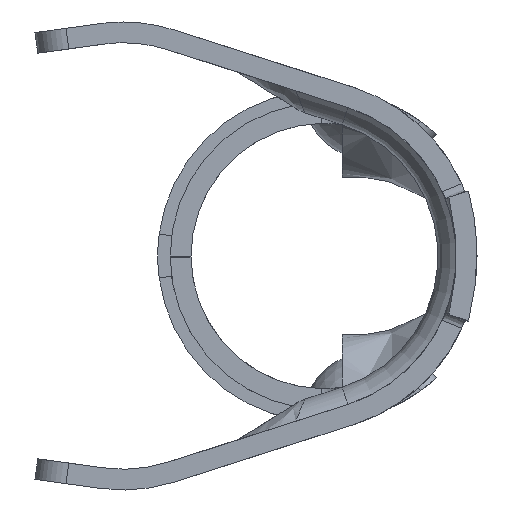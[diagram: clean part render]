
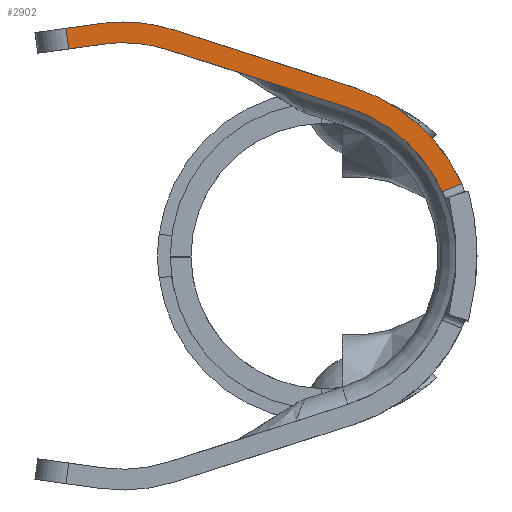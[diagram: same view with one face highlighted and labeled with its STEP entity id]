
A CAD part, left-side view. The second image highlights one B-rep face of the part: STEP entity #2902.
In plain terms, the highlighted planar face has unit normal (-1, 0, 0).
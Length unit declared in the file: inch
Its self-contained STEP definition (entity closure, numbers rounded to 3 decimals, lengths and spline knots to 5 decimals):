
#132 = EDGE_CURVE ( 'NONE', #8494, #1347, #10044, .T. ) ;
#226 = CIRCLE ( 'NONE', #10923, 0.16 ) ;
#506 = EDGE_LOOP ( 'NONE', ( #6975, #5347, #5380, #4048, #5192, #5180, #5285, #5238, #5350, #5235, #5287, #4013, #8221 ) ) ;
#576 = DIRECTION ( 'NONE',  ( -1., 0., 0. ) ) ;
#776 = CARTESIAN_POINT ( 'NONE',  ( -1.015, -0.13013, 0.06843 ) ) ;
#1112 = VECTOR ( 'NONE', #11491, 39.37008 ) ;
#1347 = VERTEX_POINT ( 'NONE', #2127 ) ;
#1637 = CARTESIAN_POINT ( 'NONE',  ( -1.015, -0.10859, 0.11082 ) ) ;
#1768 = CARTESIAN_POINT ( 'NONE',  ( -1.015, -0.12508, 0.06634 ) ) ;
#2127 = CARTESIAN_POINT ( 'NONE',  ( -1.015, 0.24505, 0.19909 ) ) ;
#2262 = VECTOR ( 'NONE', #10981, 39.37008 ) ;
#2277 = CIRCLE ( 'NONE', #7373, 0.14 ) ;
#2388 = VERTEX_POINT ( 'NONE', #11824 ) ;
#2419 = EDGE_CURVE ( 'NONE', #2476, #7712, #226, .T. ) ;
#2432 = DIRECTION ( 'NONE',  ( 0., 0., 1. ) ) ;
#2468 = CARTESIAN_POINT ( 'NONE',  ( -1.015, -0.0294, 0.16188 ) ) ;
#2476 = VERTEX_POINT ( 'NONE', #11239 ) ;
#2516 = CARTESIAN_POINT ( 'NONE',  ( -1.015, -0.0294, 0.16188 ) ) ;
#2638 = CARTESIAN_POINT ( 'NONE',  ( -1.015, -0.1178, 0.06336 ) ) ;
#2761 = DIRECTION ( 'NONE',  ( 0., 0., 1. ) ) ;
#2798 = VERTEX_POINT ( 'NONE', #11742 ) ;
#2902 = ADVANCED_FACE ( 'NONE', ( #8254 ), #8220, .T. ) ;
#2943 = CARTESIAN_POINT ( 'NONE',  ( -1.015, -0.13265, 0.06949 ) ) ;
#3096 = CARTESIAN_POINT ( 'NONE',  ( -1.015, -0.1174, 0.05411 ) ) ;
#3483 = CARTESIAN_POINT ( 'NONE',  ( -1.015, -0.1146, 0.06208 ) ) ;
#3674 = CIRCLE ( 'NONE', #5736, 0.14 ) ;
#3779 = B_SPLINE_CURVE_WITH_KNOTS ( 'NONE', 3,
 ( #9507, #9478, #9448, #9414 ),
 .UNSPECIFIED., .F., .F.,
 ( 4, 4 ),
 ( 0., 0.00021 ),
 .UNSPECIFIED. ) ;
#4013 = ORIENTED_EDGE ( 'NONE', *, *, #5229, .F. ) ;
#4048 = ORIENTED_EDGE ( 'NONE', *, *, #10427, .F. ) ;
#4366 = CARTESIAN_POINT ( 'NONE',  ( -1.015, -0.02329, 0.14284 ) ) ;
#4421 = VERTEX_POINT ( 'NONE', #4366 ) ;
#4431 = CARTESIAN_POINT ( 'NONE',  ( -1.015, -0.13139, 0.06896 ) ) ;
#4442 = AXIS2_PLACEMENT_3D ( 'NONE', #8266, #8389, #8373 ) ;
#4819 = VERTEX_POINT ( 'NONE', #2943 ) ;
#4964 = EDGE_CURVE ( 'NONE', #4421, #2798, #11752, .T. ) ;
#4977 = EDGE_CURVE ( 'NONE', #5545, #8127, #11406, .T. ) ;
#5162 = CARTESIAN_POINT ( 'NONE',  ( -1.015, -0.12293, 0.0912 ) ) ;
#5180 = ORIENTED_EDGE ( 'NONE', *, *, #2419, .F. ) ;
#5192 = ORIENTED_EDGE ( 'NONE', *, *, #9765, .F. ) ;
#5229 = EDGE_CURVE ( 'NONE', #2798, #2388, #2277, .T. ) ;
#5235 = ORIENTED_EDGE ( 'NONE', *, *, #132, .F. ) ;
#5238 = ORIENTED_EDGE ( 'NONE', *, *, #4977, .F. ) ;
#5280 = CARTESIAN_POINT ( 'NONE',  ( -1.015, -0.12698, 0.06712 ) ) ;
#5285 = ORIENTED_EDGE ( 'NONE', *, *, #9510, .F. ) ;
#5287 = ORIENTED_EDGE ( 'NONE', *, *, #10671, .F. ) ;
#5347 = ORIENTED_EDGE ( 'NONE', *, *, #6953, .T. ) ;
#5350 = ORIENTED_EDGE ( 'NONE', *, *, #8740, .T. ) ;
#5380 = ORIENTED_EDGE ( 'NONE', *, *, #11855, .T. ) ;
#5545 = VERTEX_POINT ( 'NONE', #6399 ) ;
#5577 = VERTEX_POINT ( 'NONE', #3096 ) ;
#5585 = CARTESIAN_POINT ( 'NONE',  ( -1.015, 0.24505, 0.19909 ) ) ;
#5639 = LINE ( 'NONE', #5585, #11703 ) ;
#5736 = AXIS2_PLACEMENT_3D ( 'NONE', #6820, #10835, #2432 ) ;
#6012 = CARTESIAN_POINT ( 'NONE',  ( -1.015, -0.05205, 0.15462 ) ) ;
#6041 = DIRECTION ( 'NONE',  ( 0., -0.136, -0.991 ) ) ;
#6138 = CARTESIAN_POINT ( 'NONE',  ( -1.015, -0.12049, 0.06446 ) ) ;
#6399 = CARTESIAN_POINT ( 'NONE',  ( -1.015, 0.24778, 0.2189 ) ) ;
#6662 = CARTESIAN_POINT ( 'NONE',  ( -1.015, 0.0225, 0. ) ) ;
#6665 = CIRCLE ( 'NONE', #12335, 0.16 ) ;
#6737 = B_SPLINE_CURVE_WITH_KNOTS ( 'NONE', 3,
 ( #2516, #6012, #9952, #1637, #5162, #8986 ),
 .UNSPECIFIED., .F., .F.,
 ( 4, 2, 4 ),
 ( 0., 0.16649, 0.33298 ),
 .UNSPECIFIED. ) ;
#6820 = CARTESIAN_POINT ( 'NONE',  ( -1.015, 0.1925, 0.065 ) ) ;
#6921 = CARTESIAN_POINT ( 'NONE',  ( -1.015, 0.21431, 0.22351 ) ) ;
#6924 = DIRECTION ( 'NONE',  ( 0., -0.952, -0.305 ) ) ;
#6953 = EDGE_CURVE ( 'NONE', #5577, #8880, #3779, .T. ) ;
#6975 = ORIENTED_EDGE ( 'NONE', *, *, #7246, .F. ) ;
#7041 = DIRECTION ( 'NONE',  ( 1., 0., 0. ) ) ;
#7067 = CARTESIAN_POINT ( 'NONE',  ( -1.015, -0.11485, 0.06218 ) ) ;
#7237 = CARTESIAN_POINT ( 'NONE',  ( -1.015, 0.1925, 0.065 ) ) ;
#7246 = EDGE_CURVE ( 'NONE', #5577, #4421, #10871, .T. ) ;
#7373 = AXIS2_PLACEMENT_3D ( 'NONE', #7237, #11211, #2761 ) ;
#7712 = VERTEX_POINT ( 'NONE', #9475 ) ;
#7729 = VERTEX_POINT ( 'NONE', #9581 ) ;
#7834 = VECTOR ( 'NONE', #11394, 39.37008 ) ;
#8117 = LINE ( 'NONE', #2468, #8365 ) ;
#8127 = VERTEX_POINT ( 'NONE', #6921 ) ;
#8176 = CARTESIAN_POINT ( 'NONE',  ( -1.015, -0.13265, 0.06949 ) ) ;
#8214 = CARTESIAN_POINT ( 'NONE',  ( -1.015, 0.21158, 0.20369 ) ) ;
#8220 = PLANE ( 'NONE',  #4442 ) ;
#8221 = ORIENTED_EDGE ( 'NONE', *, *, #4964, .F. ) ;
#8254 = FACE_OUTER_BOUND ( 'NONE', #506, .T. ) ;
#8266 = CARTESIAN_POINT ( 'NONE',  ( -1.015, 0.1925, 0.065 ) ) ;
#8365 = VECTOR ( 'NONE', #6924, 39.37008 ) ;
#8373 = DIRECTION ( 'NONE',  ( 0., 0., 1. ) ) ;
#8389 = DIRECTION ( 'NONE',  ( -1., 0., 0. ) ) ;
#8494 = VERTEX_POINT ( 'NONE', #8214 ) ;
#8659 = B_SPLINE_CURVE_WITH_KNOTS ( 'NONE', 3,
 ( #12055, #3483, #7067, #11065, #2638, #6138, #10097, #1768, #5280, #9124, #776, #4431, #8176 ),
 .UNSPECIFIED., .F., .F.,
 ( 4, 3, 3, 3, 4 ),
 ( 0.00001, 0.00003, 0.00025, 0.0004, 0.00051 ),
 .UNSPECIFIED. ) ;
#8740 = EDGE_CURVE ( 'NONE', #5545, #1347, #5639, .T. ) ;
#8880 = VERTEX_POINT ( 'NONE', #10226 ) ;
#8986 = CARTESIAN_POINT ( 'NONE',  ( -1.015, -0.13265, 0.06949 ) ) ;
#9124 = CARTESIAN_POINT ( 'NONE',  ( -1.015, -0.12887, 0.06791 ) ) ;
#9396 = AXIS2_PLACEMENT_3D ( 'NONE', #6662, #576, #12230 ) ;
#9414 = CARTESIAN_POINT ( 'NONE',  ( -1.015, -0.11435, 0.06198 ) ) ;
#9448 = CARTESIAN_POINT ( 'NONE',  ( -1.015, -0.11537, 0.05936 ) ) ;
#9475 = CARTESIAN_POINT ( 'NONE',  ( -1.015, 0.14366, 0.21736 ) ) ;
#9478 = CARTESIAN_POINT ( 'NONE',  ( -1.015, -0.11638, 0.05674 ) ) ;
#9507 = CARTESIAN_POINT ( 'NONE',  ( -1.015, -0.1174, 0.05411 ) ) ;
#9510 = EDGE_CURVE ( 'NONE', #8127, #2476, #6665, .T. ) ;
#9581 = CARTESIAN_POINT ( 'NONE',  ( -1.015, -0.0294, 0.16188 ) ) ;
#9765 = EDGE_CURVE ( 'NONE', #7712, #7729, #8117, .T. ) ;
#9952 = CARTESIAN_POINT ( 'NONE',  ( -1.015, -0.07314, 0.14254 ) ) ;
#10044 = LINE ( 'NONE', #10966, #2262 ) ;
#10097 = CARTESIAN_POINT ( 'NONE',  ( -1.015, -0.12319, 0.06556 ) ) ;
#10226 = CARTESIAN_POINT ( 'NONE',  ( -1.015, -0.11435, 0.06198 ) ) ;
#10427 = EDGE_CURVE ( 'NONE', #7729, #4819, #6737, .T. ) ;
#10671 = EDGE_CURVE ( 'NONE', #2388, #8494, #3674, .T. ) ;
#10835 = DIRECTION ( 'NONE',  ( -1., 0., 0. ) ) ;
#10871 = CIRCLE ( 'NONE', #9396, 0.15 ) ;
#10923 = AXIS2_PLACEMENT_3D ( 'NONE', #11425, #7041, #11412 ) ;
#10966 = CARTESIAN_POINT ( 'NONE',  ( -1.015, 0.21158, 0.20369 ) ) ;
#10981 = DIRECTION ( 'NONE',  ( 0., 0.991, -0.136 ) ) ;
#11065 = CARTESIAN_POINT ( 'NONE',  ( -1.015, -0.11509, 0.06228 ) ) ;
#11100 = CARTESIAN_POINT ( 'NONE',  ( -1.015, 0.1925, 0.065 ) ) ;
#11211 = DIRECTION ( 'NONE',  ( -1., 0., 0. ) ) ;
#11215 = DIRECTION ( 'NONE',  ( 1., 0., 0. ) ) ;
#11239 = CARTESIAN_POINT ( 'NONE',  ( -1.015, 0.1925, 0.225 ) ) ;
#11344 = DIRECTION ( 'NONE',  ( 0., 0., 1. ) ) ;
#11394 = DIRECTION ( 'NONE',  ( 0., 0.952, 0.305 ) ) ;
#11406 = LINE ( 'NONE', #11560, #1112 ) ;
#11412 = DIRECTION ( 'NONE',  ( 0., 0., 1. ) ) ;
#11423 = CARTESIAN_POINT ( 'NONE',  ( -1.015, -0.02329, 0.14284 ) ) ;
#11425 = CARTESIAN_POINT ( 'NONE',  ( -1.015, 0.1925, 0.065 ) ) ;
#11491 = DIRECTION ( 'NONE',  ( 0., -0.991, 0.136 ) ) ;
#11560 = CARTESIAN_POINT ( 'NONE',  ( -1.015, 0.21431, 0.22351 ) ) ;
#11703 = VECTOR ( 'NONE', #6041, 39.37008 ) ;
#11742 = CARTESIAN_POINT ( 'NONE',  ( -1.015, 0.14976, 0.19832 ) ) ;
#11752 = LINE ( 'NONE', #11423, #7834 ) ;
#11824 = CARTESIAN_POINT ( 'NONE',  ( -1.015, 0.1925, 0.205 ) ) ;
#11855 = EDGE_CURVE ( 'NONE', #8880, #4819, #8659, .T. ) ;
#12055 = CARTESIAN_POINT ( 'NONE',  ( -1.015, -0.11435, 0.06198 ) ) ;
#12230 = DIRECTION ( 'NONE',  ( 0., 0., 1. ) ) ;
#12335 = AXIS2_PLACEMENT_3D ( 'NONE', #11100, #11215, #11344 ) ;
